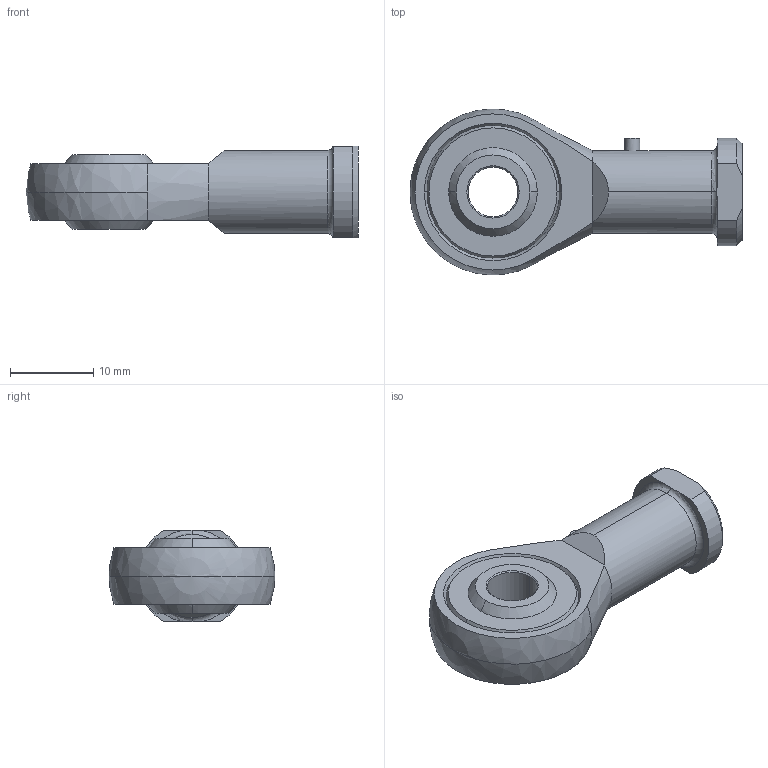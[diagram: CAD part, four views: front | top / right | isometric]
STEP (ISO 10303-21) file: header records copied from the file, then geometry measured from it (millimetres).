
FILE_DESCRIPTION(('STEP AP214'),'1');
FILE_NAME('gis6.stp','2022-07-07T15:42:57',('TraceParts'),('TraceParts S.A.'),'Spatial InterOp 3D',' ',' ');
FILE_SCHEMA(('AUTOMOTIVE_DESIGN { 1 0 10303 214 1 1 1 1 }'));
Length unit declared in the file: millimetre
Products named in the file (1): gis6_1
Bounding box: 40 x 19.99 x 11 mm (x, y, z)
Volume: 3408.2 mm3; surface area: 2798.1 mm2
Topology: 2 solids, 2 shells, 66 faces, 153 edges, 93 vertices
Faces by surface type: cone 20, cylinder 16, plane 16, sphere 8, torus 6
Entity records: 2569 total; most frequent: CARTESIAN_POINT 482, DIRECTION 353, ORIENTED_EDGE 302, AXIS2_PLACEMENT_3D 156, EDGE_CURVE 151, VERTEX_POINT 93, CIRCLE 84, EDGE_LOOP 78
